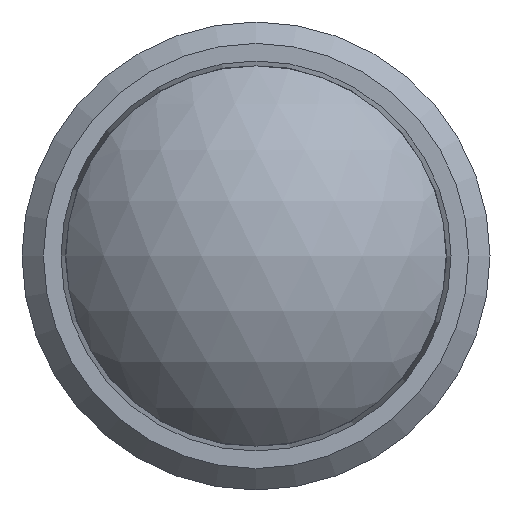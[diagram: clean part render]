
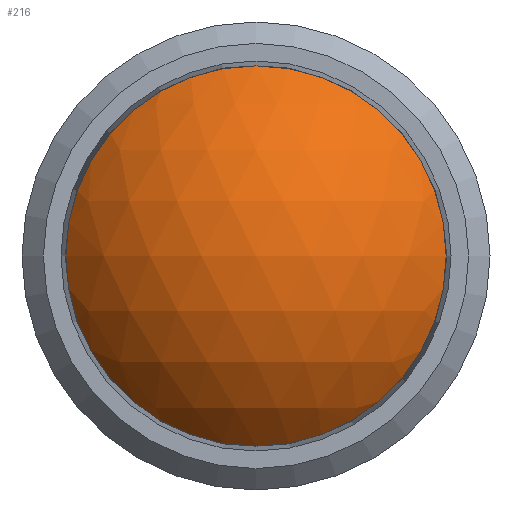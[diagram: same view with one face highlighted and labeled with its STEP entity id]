
A CAD part, left-side view. The second image highlights one B-rep face of the part: STEP entity #216.
In plain terms, the highlighted spherical face has radius 6.1 mm.
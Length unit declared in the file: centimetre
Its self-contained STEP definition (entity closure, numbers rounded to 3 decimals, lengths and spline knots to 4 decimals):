
#17=SPHERICAL_SURFACE('',#248,0.61);
#60=FACE_OUTER_BOUND('',#89,.T.);
#89=EDGE_LOOP('',(#181));
#117=CIRCLE('',#247,0.4875);
#135=VERTEX_POINT('',#373);
#153=EDGE_CURVE('',#135,#135,#117,.T.);
#181=ORIENTED_EDGE('',*,*,#153,.F.);
#216=ADVANCED_FACE('',(#60),#17,.T.);
#247=AXIS2_PLACEMENT_3D('',#374,#306,#307);
#248=AXIS2_PLACEMENT_3D('',#375,#308,#309);
#306=DIRECTION('center_axis',(1.,0.,0.));
#307=DIRECTION('ref_axis',(0.,1.,0.));
#308=DIRECTION('center_axis',(0.,0.,1.));
#309=DIRECTION('ref_axis',(1.,0.,0.));
#373=CARTESIAN_POINT('',(-1.7997,0.6835,0.));
#374=CARTESIAN_POINT('Origin',(-1.7997,0.196,0.));
#375=CARTESIAN_POINT('Origin',(-1.4331,0.196,0.));
